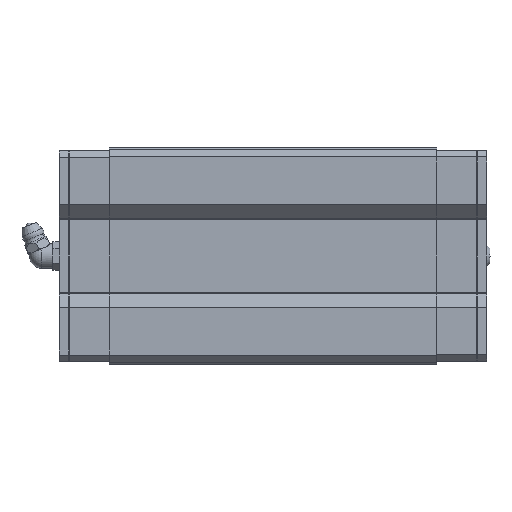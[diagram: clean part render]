
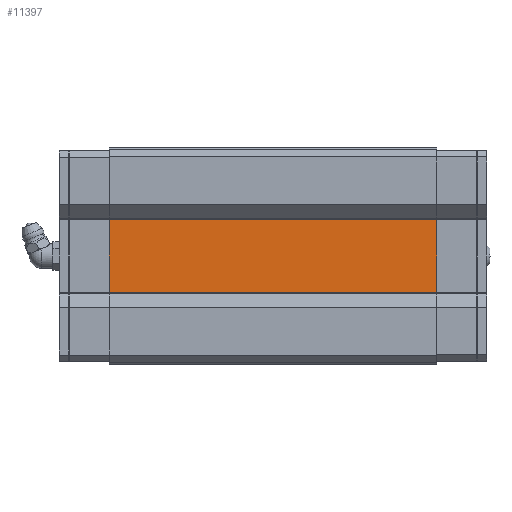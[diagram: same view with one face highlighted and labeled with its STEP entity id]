
A CAD part, front view. The second image highlights one B-rep face of the part: STEP entity #11397.
In plain terms, the highlighted planar face has unit normal (0, -1, 0).
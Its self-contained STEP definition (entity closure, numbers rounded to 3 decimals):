
#341=PLANE('',#12260);
#933=FACE_OUTER_BOUND('',#1583,.T.);
#1583=EDGE_LOOP('',(#9202,#9203,#9204,#9205));
#2577=LINE('',#17501,#3895);
#2615=LINE('',#17596,#3933);
#2616=LINE('',#17599,#3934);
#2617=LINE('',#17600,#3935);
#3895=VECTOR('',#14176,10.);
#3933=VECTOR('',#14266,131.8);
#3934=VECTOR('',#14269,10.);
#3935=VECTOR('',#14270,131.8);
#5409=VERTEX_POINT('',#17498);
#5410=VERTEX_POINT('',#17500);
#5441=VERTEX_POINT('',#17594);
#5442=VERTEX_POINT('',#17598);
#6753=EDGE_CURVE('',#5409,#5410,#2577,.T.);
#6801=EDGE_CURVE('',#5441,#5409,#2615,.T.);
#6802=EDGE_CURVE('',#5442,#5441,#2616,.T.);
#6803=EDGE_CURVE('',#5442,#5410,#2617,.T.);
#9202=ORIENTED_EDGE('',*,*,#6753,.F.);
#9203=ORIENTED_EDGE('',*,*,#6801,.F.);
#9204=ORIENTED_EDGE('',*,*,#6802,.F.);
#9205=ORIENTED_EDGE('',*,*,#6803,.T.);
#11397=ADVANCED_FACE('',(#933),#341,.T.);
#12260=AXIS2_PLACEMENT_3D('',#17597,#14267,#14268);
#14176=DIRECTION('',(-1.,0.,0.));
#14266=DIRECTION('',(0.,0.,-1.));
#14267=DIRECTION('center_axis',(0.,-1.,0.));
#14268=DIRECTION('ref_axis',(1.,0.,0.));
#14269=DIRECTION('',(1.,0.,0.));
#14270=DIRECTION('',(0.,0.,-1.));
#17498=CARTESIAN_POINT('',(13.251,0.,-52.9));
#17500=CARTESIAN_POINT('',(-13.251,0.,-52.9));
#17501=CARTESIAN_POINT('',(-6.626,0.,-52.9));
#17594=CARTESIAN_POINT('',(13.251,0.,52.9));
#17596=CARTESIAN_POINT('',(13.251,0.,69.1));
#17597=CARTESIAN_POINT('Origin',(-13.251,0.,-52.9));
#17598=CARTESIAN_POINT('',(-13.251,0.,52.9));
#17599=CARTESIAN_POINT('',(-6.626,0.,52.9));
#17600=CARTESIAN_POINT('',(-13.251,0.,69.1));
